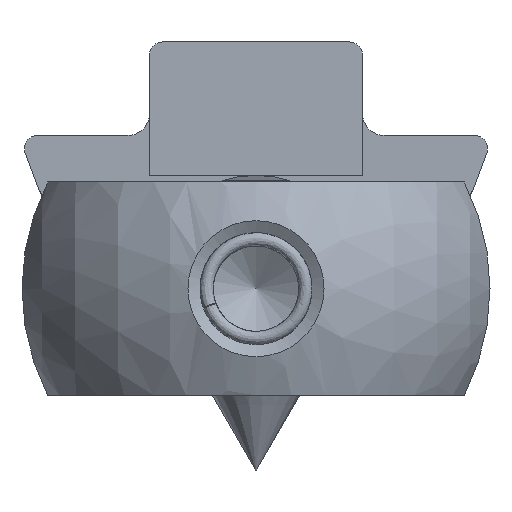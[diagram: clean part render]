
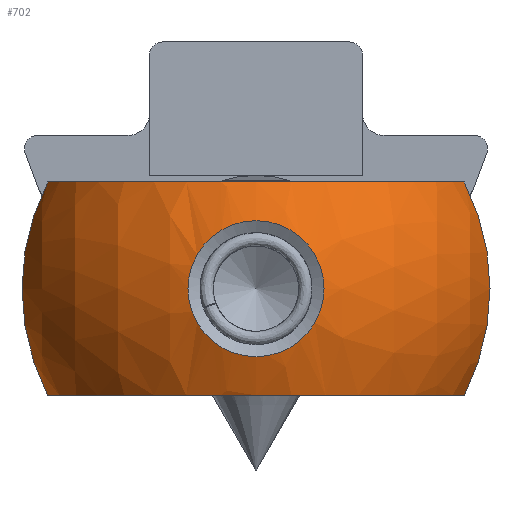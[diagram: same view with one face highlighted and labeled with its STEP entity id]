
A CAD part, left-side view. The second image highlights one B-rep face of the part: STEP entity #702.
In plain terms, the highlighted spherical face has radius 9 mm.
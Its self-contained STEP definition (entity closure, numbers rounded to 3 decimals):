
#141=CARTESIAN_POINT('',(-93.5,-122.19,196.2));
#142=VERTEX_POINT('',#141);
#143=CARTESIAN_POINT('',(-93.5,-137.81,196.2));
#144=VERTEX_POINT('',#143);
#145=CARTESIAN_POINT('',(-95.5,-130.,196.2));
#146=DIRECTION('',(0.0,0.0,-1.0));
#147=DIRECTION('',(0.0,-1.0,0.0));
#148=AXIS2_PLACEMENT_3D('',#145,#146,#147);
#149=CIRCLE('',#148,8.062);
#150=EDGE_CURVE('',#142,#144,#149,.T.);
#345=CARTESIAN_POINT('',(-93.5,-122.19,188.2));
#346=VERTEX_POINT('',#345);
#347=CARTESIAN_POINT('',(-93.5,-130.,192.2));
#348=DIRECTION('',(-1.0,0.0,0.0));
#349=DIRECTION('',(0.0,0.0,-1.0));
#350=AXIS2_PLACEMENT_3D('',#347,#348,#349);
#351=CIRCLE('',#350,8.775);
#352=EDGE_CURVE('',#142,#346,#351,.T.);
#376=CARTESIAN_POINT('',(-93.5,-137.81,188.2));
#377=VERTEX_POINT('',#376);
#378=CARTESIAN_POINT('',(-95.5,-130.,188.2));
#379=DIRECTION('',(0.0,0.0,1.0));
#380=DIRECTION('',(0.0,1.0,0.0));
#381=AXIS2_PLACEMENT_3D('',#378,#379,#380);
#382=CIRCLE('',#381,8.062);
#383=EDGE_CURVE('',#377,#346,#382,.T.);
#667=CARTESIAN_POINT('',(-86.869,-130.,189.65));
#668=VERTEX_POINT('',#667);
#669=CARTESIAN_POINT('',(-86.869,-130.,192.2));
#670=DIRECTION('',(-1.0,0.0,0.0));
#671=DIRECTION('',(0.0,0.0,-1.0));
#672=AXIS2_PLACEMENT_3D('',#669,#670,#671);
#673=CIRCLE('',#672,2.55);
#674=EDGE_CURVE('',#668,#668,#673,.T.);
#682=CARTESIAN_POINT('',(-95.5,-130.,192.2));
#683=DIRECTION('',(0.0,-1.0,0.0));
#684=DIRECTION('',(0.0,0.0,-1.0));
#685=AXIS2_PLACEMENT_3D('',#682,#683,#684);
#686=SPHERICAL_SURFACE('',#685,9.0);
#687=ORIENTED_EDGE('',*,*,#150,.T.);
#688=CARTESIAN_POINT('',(-93.5,-130.,192.2));
#689=DIRECTION('',(-1.0,0.0,0.0));
#690=DIRECTION('',(0.0,0.0,-1.0));
#691=AXIS2_PLACEMENT_3D('',#688,#689,#690);
#692=CIRCLE('',#691,8.775);
#693=EDGE_CURVE('',#377,#144,#692,.T.);
#694=ORIENTED_EDGE('',*,*,#693,.F.);
#695=ORIENTED_EDGE('',*,*,#383,.T.);
#696=ORIENTED_EDGE('',*,*,#352,.F.);
#697=EDGE_LOOP('',(#687,#694,#695,#696));
#698=FACE_OUTER_BOUND('',#697,.T.);
#699=ORIENTED_EDGE('',*,*,#674,.T.);
#700=EDGE_LOOP('',(#699));
#701=FACE_BOUND('',#700,.T.);
#702=ADVANCED_FACE('',(#698,#701),#686,.T.);
